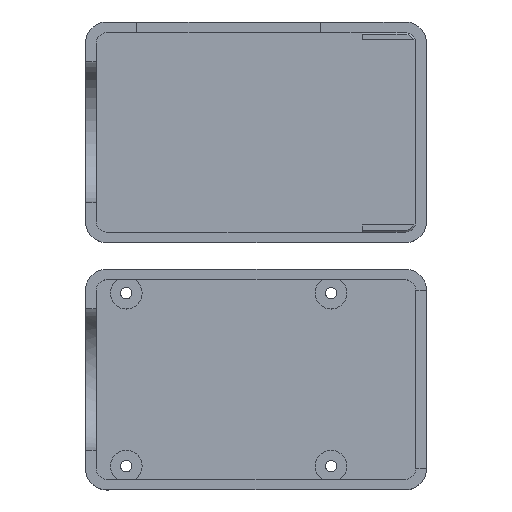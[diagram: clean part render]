
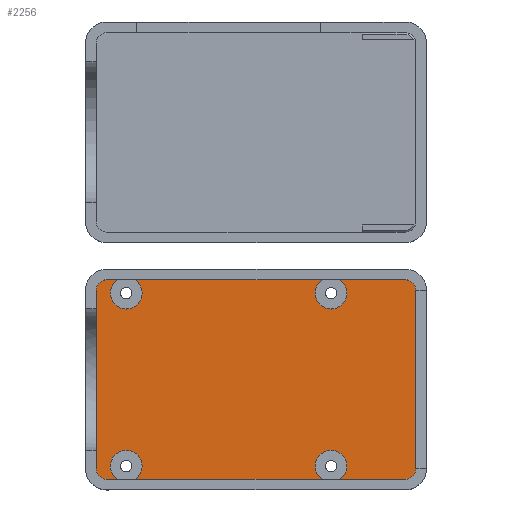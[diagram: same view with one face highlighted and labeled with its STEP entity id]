
A CAD part, top view. The second image highlights one B-rep face of the part: STEP entity #2256.
In plain terms, the highlighted planar face has unit normal (0, 0, 1).
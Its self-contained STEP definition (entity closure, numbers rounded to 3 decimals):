
#56=PLANE('',#2403);
#138=FACE_OUTER_BOUND('',#262,.T.);
#262=EDGE_LOOP('',(#1575,#1576,#1577,#1578,#1579,#1580,#1581,#1582,#1583,
#1584,#1585,#1586,#1587,#1588,#1589,#1590,#1591));
#399=LINE('',#3271,#657);
#400=LINE('',#3275,#658);
#401=LINE('',#3279,#659);
#402=LINE('',#3283,#660);
#403=LINE('',#3287,#661);
#404=LINE('',#3291,#662);
#405=LINE('',#3295,#663);
#406=LINE('',#3299,#664);
#407=LINE('',#3302,#665);
#657=VECTOR('',#2632,10.);
#658=VECTOR('',#2635,10.);
#659=VECTOR('',#2638,10.);
#660=VECTOR('',#2641,10.);
#661=VECTOR('',#2644,10.);
#662=VECTOR('',#2647,10.);
#663=VECTOR('',#2650,10.);
#664=VECTOR('',#2653,10.);
#665=VECTOR('',#2656,10.);
#923=CIRCLE('',#2404,3.);
#924=CIRCLE('',#2405,4.5);
#925=CIRCLE('',#2406,4.5);
#926=CIRCLE('',#2407,3.);
#927=CIRCLE('',#2408,3.);
#928=CIRCLE('',#2409,4.5);
#929=CIRCLE('',#2410,4.5);
#930=CIRCLE('',#2411,3.);
#1003=VERTEX_POINT('',#3269);
#1004=VERTEX_POINT('',#3270);
#1005=VERTEX_POINT('',#3272);
#1006=VERTEX_POINT('',#3274);
#1007=VERTEX_POINT('',#3276);
#1008=VERTEX_POINT('',#3278);
#1009=VERTEX_POINT('',#3280);
#1010=VERTEX_POINT('',#3282);
#1011=VERTEX_POINT('',#3284);
#1012=VERTEX_POINT('',#3286);
#1013=VERTEX_POINT('',#3288);
#1014=VERTEX_POINT('',#3290);
#1015=VERTEX_POINT('',#3292);
#1016=VERTEX_POINT('',#3294);
#1017=VERTEX_POINT('',#3296);
#1018=VERTEX_POINT('',#3298);
#1019=VERTEX_POINT('',#3300);
#1227=EDGE_CURVE('',#1003,#1004,#399,.T.);
#1228=EDGE_CURVE('',#1004,#1005,#923,.T.);
#1229=EDGE_CURVE('',#1005,#1006,#400,.T.);
#1230=EDGE_CURVE('',#1006,#1007,#924,.T.);
#1231=EDGE_CURVE('',#1007,#1008,#401,.T.);
#1232=EDGE_CURVE('',#1008,#1009,#925,.T.);
#1233=EDGE_CURVE('',#1009,#1010,#402,.T.);
#1234=EDGE_CURVE('',#1010,#1011,#926,.T.);
#1235=EDGE_CURVE('',#1011,#1012,#403,.T.);
#1236=EDGE_CURVE('',#1012,#1013,#927,.T.);
#1237=EDGE_CURVE('',#1013,#1014,#404,.T.);
#1238=EDGE_CURVE('',#1014,#1015,#928,.T.);
#1239=EDGE_CURVE('',#1015,#1016,#405,.T.);
#1240=EDGE_CURVE('',#1016,#1017,#929,.T.);
#1241=EDGE_CURVE('',#1017,#1018,#406,.T.);
#1242=EDGE_CURVE('',#1018,#1019,#930,.T.);
#1243=EDGE_CURVE('',#1019,#1003,#407,.T.);
#1575=ORIENTED_EDGE('',*,*,#1227,.T.);
#1576=ORIENTED_EDGE('',*,*,#1228,.T.);
#1577=ORIENTED_EDGE('',*,*,#1229,.T.);
#1578=ORIENTED_EDGE('',*,*,#1230,.T.);
#1579=ORIENTED_EDGE('',*,*,#1231,.T.);
#1580=ORIENTED_EDGE('',*,*,#1232,.T.);
#1581=ORIENTED_EDGE('',*,*,#1233,.T.);
#1582=ORIENTED_EDGE('',*,*,#1234,.T.);
#1583=ORIENTED_EDGE('',*,*,#1235,.T.);
#1584=ORIENTED_EDGE('',*,*,#1236,.T.);
#1585=ORIENTED_EDGE('',*,*,#1237,.T.);
#1586=ORIENTED_EDGE('',*,*,#1238,.T.);
#1587=ORIENTED_EDGE('',*,*,#1239,.T.);
#1588=ORIENTED_EDGE('',*,*,#1240,.T.);
#1589=ORIENTED_EDGE('',*,*,#1241,.T.);
#1590=ORIENTED_EDGE('',*,*,#1242,.T.);
#1591=ORIENTED_EDGE('',*,*,#1243,.T.);
#2256=ADVANCED_FACE('',(#138),#56,.T.);
#2403=AXIS2_PLACEMENT_3D('',#3268,#2630,#2631);
#2404=AXIS2_PLACEMENT_3D('',#3273,#2633,#2634);
#2405=AXIS2_PLACEMENT_3D('',#3277,#2636,#2637);
#2406=AXIS2_PLACEMENT_3D('',#3281,#2639,#2640);
#2407=AXIS2_PLACEMENT_3D('',#3285,#2642,#2643);
#2408=AXIS2_PLACEMENT_3D('',#3289,#2645,#2646);
#2409=AXIS2_PLACEMENT_3D('',#3293,#2648,#2649);
#2410=AXIS2_PLACEMENT_3D('',#3297,#2651,#2652);
#2411=AXIS2_PLACEMENT_3D('',#3301,#2654,#2655);
#2630=DIRECTION('center_axis',(0.,0.,1.));
#2631=DIRECTION('ref_axis',(1.,0.,0.));
#2632=DIRECTION('',(0.,-1.,0.));
#2633=DIRECTION('center_axis',(0.,0.,1.));
#2634=DIRECTION('ref_axis',(-1.,0.,0.));
#2635=DIRECTION('',(1.,0.,0.));
#2636=DIRECTION('center_axis',(0.,0.,-1.));
#2637=DIRECTION('ref_axis',(1.,0.,0.));
#2638=DIRECTION('',(1.,0.,0.));
#2639=DIRECTION('center_axis',(0.,0.,-1.));
#2640=DIRECTION('ref_axis',(1.,0.,0.));
#2641=DIRECTION('',(1.,0.,0.));
#2642=DIRECTION('center_axis',(0.,0.,1.));
#2643=DIRECTION('ref_axis',(0.,-1.,0.));
#2644=DIRECTION('',(0.,1.,0.));
#2645=DIRECTION('center_axis',(0.,0.,1.));
#2646=DIRECTION('ref_axis',(1.,0.,0.));
#2647=DIRECTION('',(-1.,0.,0.));
#2648=DIRECTION('center_axis',(0.,0.,-1.));
#2649=DIRECTION('ref_axis',(1.,0.,0.));
#2650=DIRECTION('',(-1.,0.,0.));
#2651=DIRECTION('center_axis',(0.,0.,-1.));
#2652=DIRECTION('ref_axis',(1.,0.,0.));
#2653=DIRECTION('',(-1.,0.,0.));
#2654=DIRECTION('center_axis',(0.,0.,1.));
#2655=DIRECTION('ref_axis',(0.,1.,0.));
#2656=DIRECTION('',(0.,-1.,0.));
#3268=CARTESIAN_POINT('Origin',(19.348,-5.507,0.));
#3269=CARTESIAN_POINT('',(-25.902,-5.507,0.));
#3270=CARTESIAN_POINT('',(-25.902,-30.757,0.));
#3271=CARTESIAN_POINT('',(-25.902,-10.507,0.));
#3272=CARTESIAN_POINT('',(-22.902,-33.757,0.));
#3273=CARTESIAN_POINT('Origin',(-22.902,-30.757,0.));
#3274=CARTESIAN_POINT('',(-19.89,-33.757,0.));
#3275=CARTESIAN_POINT('',(40.473,-33.757,0.));
#3276=CARTESIAN_POINT('',(-14.915,-33.757,0.));
#3277=CARTESIAN_POINT('Origin',(-17.402,-30.007,0.));
#3278=CARTESIAN_POINT('',(38.11,-33.757,0.));
#3279=CARTESIAN_POINT('',(40.473,-33.757,0.));
#3280=CARTESIAN_POINT('',(43.085,-33.757,0.));
#3281=CARTESIAN_POINT('Origin',(40.598,-30.007,0.));
#3282=CARTESIAN_POINT('',(61.598,-33.757,0.));
#3283=CARTESIAN_POINT('',(40.473,-33.757,0.));
#3284=CARTESIAN_POINT('',(64.598,-30.757,0.));
#3285=CARTESIAN_POINT('Origin',(61.598,-30.757,0.));
#3286=CARTESIAN_POINT('',(64.598,19.743,0.));
#3287=CARTESIAN_POINT('',(64.598,7.118,0.));
#3288=CARTESIAN_POINT('',(61.598,22.743,0.));
#3289=CARTESIAN_POINT('Origin',(61.598,19.743,0.));
#3290=CARTESIAN_POINT('',(43.085,22.743,0.));
#3291=CARTESIAN_POINT('',(-1.777,22.743,0.));
#3292=CARTESIAN_POINT('',(38.11,22.743,0.));
#3293=CARTESIAN_POINT('Origin',(40.598,18.993,0.));
#3294=CARTESIAN_POINT('',(-14.915,22.743,0.));
#3295=CARTESIAN_POINT('',(-1.777,22.743,0.));
#3296=CARTESIAN_POINT('',(-19.89,22.743,0.));
#3297=CARTESIAN_POINT('Origin',(-17.402,18.993,0.));
#3298=CARTESIAN_POINT('',(-22.902,22.743,0.));
#3299=CARTESIAN_POINT('',(-1.777,22.743,0.));
#3300=CARTESIAN_POINT('',(-25.902,19.743,0.));
#3301=CARTESIAN_POINT('Origin',(-22.902,19.743,0.));
#3302=CARTESIAN_POINT('',(-25.902,4.493,0.));
